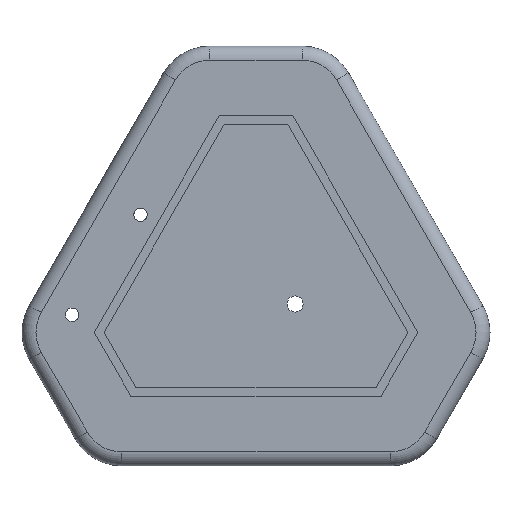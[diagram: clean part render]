
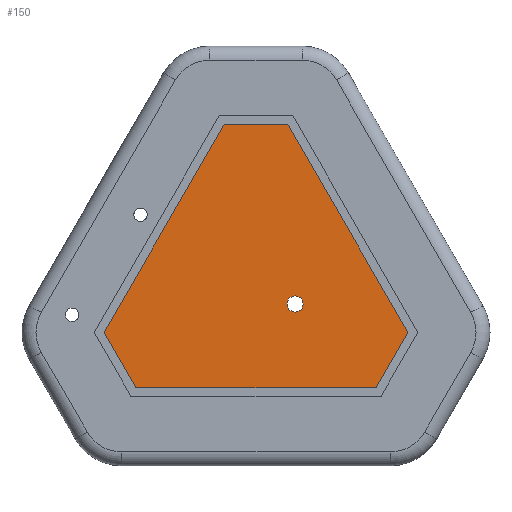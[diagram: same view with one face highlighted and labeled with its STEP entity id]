
A CAD part, front view. The second image highlights one B-rep face of the part: STEP entity #150.
In plain terms, the highlighted planar face has unit normal (0, -1, 0).
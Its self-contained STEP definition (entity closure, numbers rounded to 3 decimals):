
#21 = CARTESIAN_POINT ( 'NONE',  ( -21.918, 0., 23.111 ) ) ;
#52 = DIRECTION ( 'NONE',  ( 0., 0., 1. ) ) ;
#60 = DIRECTION ( 'NONE',  ( 0., 0., 1. ) ) ;
#67 = ORIENTED_EDGE ( 'NONE', *, *, #1896, .T. ) ;
#87 = VECTOR ( 'NONE', #1722, 1000. ) ;
#150 = ADVANCED_FACE ( 'NONE', ( #2241, #3291 ), #1692, .F. ) ;
#189 = LINE ( 'NONE', #444, #1977 ) ;
#236 = DIRECTION ( 'NONE',  ( 0.5, 0., 0.866 ) ) ;
#252 = CARTESIAN_POINT ( 'NONE',  ( -3.442, 0., 1.406 ) ) ;
#323 = ORIENTED_EDGE ( 'NONE', *, *, #2098, .T. ) ;
#340 = ORIENTED_EDGE ( 'NONE', *, *, #1197, .T. ) ;
#398 = CARTESIAN_POINT ( 'NONE',  ( -20.59, 0., 20.811 ) ) ;
#439 = VERTEX_POINT ( 'NONE', #1211 ) ;
#444 = CARTESIAN_POINT ( 'NONE',  ( -3.442, 0., 1.406 ) ) ;
#488 = EDGE_CURVE ( 'NONE', #1954, #2893, #189, .T. ) ;
#532 = VERTEX_POINT ( 'NONE', #727 ) ;
#727 = CARTESIAN_POINT ( 'NONE',  ( -6.414, 0., -3.742 ) ) ;
#768 = VECTOR ( 'NONE', #2423, 1000. ) ;
#868 = DIRECTION ( 'NONE',  ( 0., 0., 1. ) ) ;
#892 = VERTEX_POINT ( 'NONE', #1341 ) ;
#926 = AXIS2_PLACEMENT_3D ( 'NONE', #1345, #2425, #868 ) ;
#1158 = ORIENTED_EDGE ( 'NONE', *, *, #2764, .T. ) ;
#1197 = EDGE_CURVE ( 'NONE', #892, #439, #1526, .T. ) ;
#1211 = CARTESIAN_POINT ( 'NONE',  ( -13.972, 0., 3.303 ) ) ;
#1222 = ORIENTED_EDGE ( 'NONE', *, *, #3013, .T. ) ;
#1284 = DIRECTION ( 'NONE',  ( -0.5, 0., 0.866 ) ) ;
#1341 = CARTESIAN_POINT ( 'NONE',  ( -13.972, 0., 4.803 ) ) ;
#1345 = CARTESIAN_POINT ( 'NONE',  ( -13.972, 0., 4.053 ) ) ;
#1526 = CIRCLE ( 'NONE', #926, 0.75 ) ;
#1574 = EDGE_LOOP ( 'NONE', ( #1222, #340 ) ) ;
#1646 = DIRECTION ( 'NONE',  ( 0., 1., 0. ) ) ;
#1692 = PLANE ( 'NONE',  #3041 ) ;
#1722 = DIRECTION ( 'NONE',  ( -1., 0., 0. ) ) ;
#1724 = CARTESIAN_POINT ( 'NONE',  ( -31.793, 0., 1.406 ) ) ;
#1738 = CARTESIAN_POINT ( 'NONE',  ( -14.645, 0., 20.811 ) ) ;
#1739 = DIRECTION ( 'NONE',  ( 0.5, 0., -0.866 ) ) ;
#1778 = LINE ( 'NONE', #2036, #2785 ) ;
#1860 = AXIS2_PLACEMENT_3D ( 'NONE', #2216, #1646, #52 ) ;
#1896 = EDGE_CURVE ( 'NONE', #2893, #2388, #2779, .T. ) ;
#1954 = VERTEX_POINT ( 'NONE', #252 ) ;
#1968 = LINE ( 'NONE', #2520, #2942 ) ;
#1977 = VECTOR ( 'NONE', #1284, 1000. ) ;
#2036 = CARTESIAN_POINT ( 'NONE',  ( -31.793, 0., 1.406 ) ) ;
#2083 = CARTESIAN_POINT ( 'NONE',  ( -28.821, 0., -3.742 ) ) ;
#2098 = EDGE_CURVE ( 'NONE', #532, #1954, #3112, .T. ) ;
#2216 = CARTESIAN_POINT ( 'NONE',  ( -13.972, 0., 4.053 ) ) ;
#2241 = FACE_BOUND ( 'NONE', #1574, .T. ) ;
#2277 = VECTOR ( 'NONE', #236, 1000. ) ;
#2280 = DIRECTION ( 'NONE',  ( -0.5, 0., -0.866 ) ) ;
#2306 = CIRCLE ( 'NONE', #1860, 0.75 ) ;
#2358 = EDGE_CURVE ( 'NONE', #2388, #2674, #1968, .T. ) ;
#2388 = VERTEX_POINT ( 'NONE', #398 ) ;
#2423 = DIRECTION ( 'NONE',  ( 1., 0., 0. ) ) ;
#2425 = DIRECTION ( 'NONE',  ( 0., 1., 0. ) ) ;
#2463 = EDGE_CURVE ( 'NONE', #3314, #532, #3429, .T. ) ;
#2520 = CARTESIAN_POINT ( 'NONE',  ( -20.59, 0., 20.811 ) ) ;
#2635 = CARTESIAN_POINT ( 'NONE',  ( -28.821, 0., -3.742 ) ) ;
#2640 = CARTESIAN_POINT ( 'NONE',  ( -6.414, 0., -3.742 ) ) ;
#2674 = VERTEX_POINT ( 'NONE', #1724 ) ;
#2692 = ORIENTED_EDGE ( 'NONE', *, *, #2463, .T. ) ;
#2728 = DIRECTION ( 'NONE',  ( 0., 1., 0. ) ) ;
#2764 = EDGE_CURVE ( 'NONE', #2674, #3314, #1778, .T. ) ;
#2779 = LINE ( 'NONE', #1738, #87 ) ;
#2785 = VECTOR ( 'NONE', #1739, 1000. ) ;
#2893 = VERTEX_POINT ( 'NONE', #3198 ) ;
#2942 = VECTOR ( 'NONE', #2280, 1000. ) ;
#2958 = ORIENTED_EDGE ( 'NONE', *, *, #488, .T. ) ;
#3013 = EDGE_CURVE ( 'NONE', #439, #892, #2306, .T. ) ;
#3041 = AXIS2_PLACEMENT_3D ( 'NONE', #21, #2728, #60 ) ;
#3112 = LINE ( 'NONE', #2640, #2277 ) ;
#3198 = CARTESIAN_POINT ( 'NONE',  ( -14.645, 0., 20.811 ) ) ;
#3268 = EDGE_LOOP ( 'NONE', ( #67, #3275, #1158, #2692, #323, #2958 ) ) ;
#3275 = ORIENTED_EDGE ( 'NONE', *, *, #2358, .T. ) ;
#3291 = FACE_OUTER_BOUND ( 'NONE', #3268, .T. ) ;
#3314 = VERTEX_POINT ( 'NONE', #2083 ) ;
#3429 = LINE ( 'NONE', #2635, #768 ) ;
